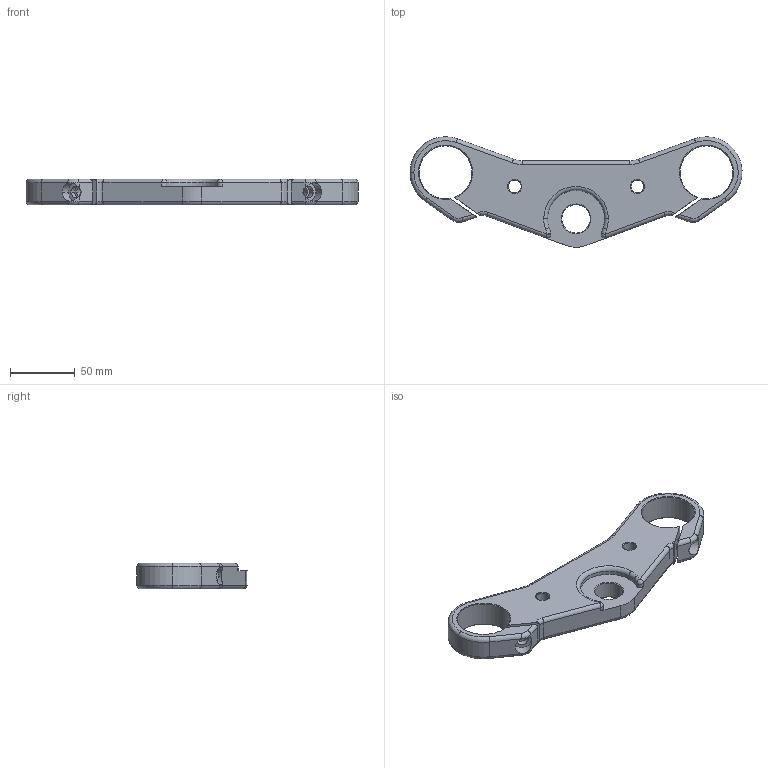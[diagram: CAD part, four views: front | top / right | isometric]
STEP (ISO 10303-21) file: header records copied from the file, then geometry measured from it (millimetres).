
FILE_DESCRIPTION (( 'STEP AP203' ), '1' );
FILE_NAME ('téfourche sup bobber.STEP', '2018-02-28T08:37:25', ( '' ), ( '' ), 'SwSTEP 2.0', 'SolidWorks 2011', '' );
FILE_SCHEMA (( 'CONFIG_CONTROL_DESIGN' ));
Length unit declared in the file: millimetre
Products named in the file (1): téfourche sup bobber
Bounding box: 256.96 x 85.44 x 20 mm (x, y, z)
Volume: 201595.8 mm3; surface area: 43122.7 mm2
Topology: 1 solids, 1 shells, 152 faces, 372 edges, 220 vertices
Faces by surface type: cylinder 75, cone 28, plane 24, torus 22, sphere 3
Entity records: 4542 total; most frequent: CARTESIAN_POINT 847, DIRECTION 827, ORIENTED_EDGE 728, EDGE_CURVE 364, AXIS2_PLACEMENT_3D 338, VERTEX_POINT 218, CIRCLE 185, EDGE_LOOP 166
